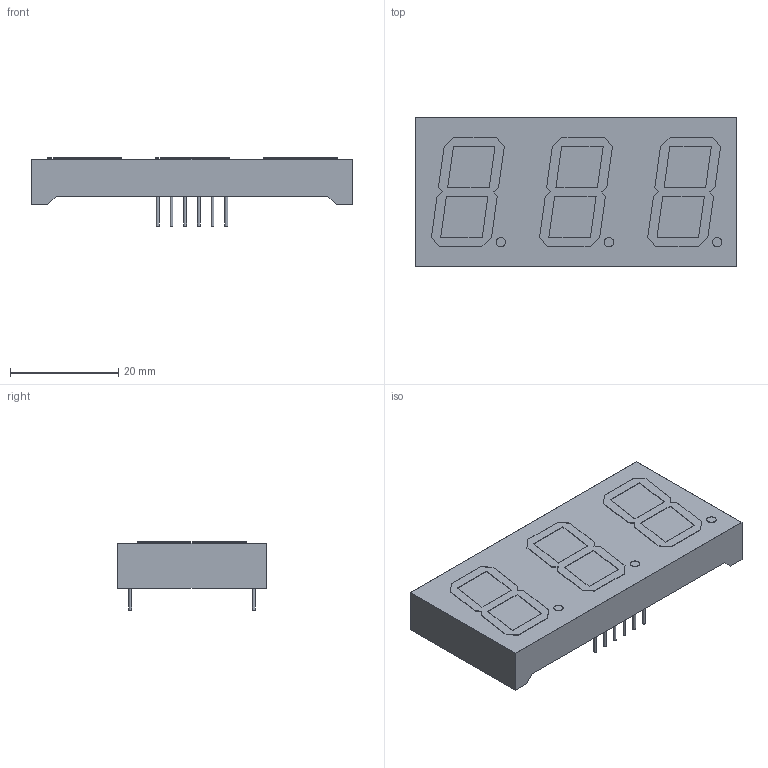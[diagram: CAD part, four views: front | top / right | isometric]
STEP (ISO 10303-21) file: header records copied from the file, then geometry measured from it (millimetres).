
FILE_DESCRIPTION(/* description */ (''),/* implementation_level */ '2;1');
FILE_NAME(/* name */ 'KW3-801AVB-CVB v4.step',/* time_stamp */ '2026-02-15T11:43:33+01:00',/* author */ (''),/* organization */ (''),/* preprocessor_version */ 'ST-DEVELOPER v20.1',/* originating_system */ 'Autodesk Translation Framework v14.10.0.0',/* authorisation */ '');
FILE_SCHEMA (('AUTOMOTIVE_DESIGN { 1 0 10303 214 3 1 1 }'));
Length unit declared in the file: millimetre
Products named in the file (1): KW3-801AVB-CVB
Bounding box: 59.3 x 27.5 x 12.6 mm (x, y, z)
Volume: 11572.8 mm3; surface area: 8634.2 mm2
Topology: 20 solids, 20 shells, 133 faces, 279 edges, 186 vertices
Faces by surface type: plane 118, cylinder 15
Full cylindrical faces by diameter (mm): 0.51 x12, 1.72 x3
Entity records: 3562 total; most frequent: CARTESIAN_POINT 599, DIRECTION 577, ORIENTED_EDGE 558, EDGE_CURVE 279, LINE 249, VECTOR 249, VERTEX_POINT 186, AXIS2_PLACEMENT_3D 164
